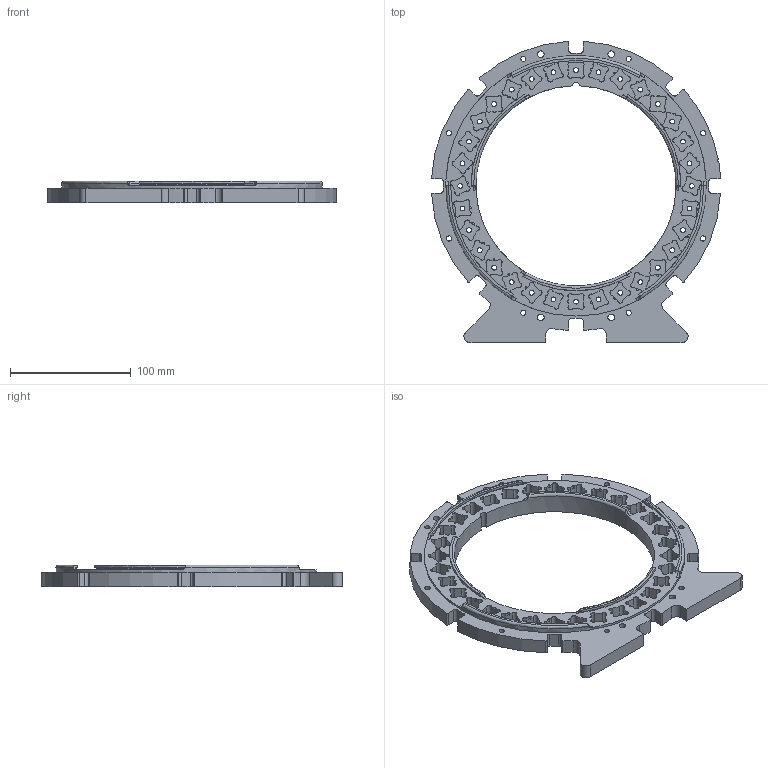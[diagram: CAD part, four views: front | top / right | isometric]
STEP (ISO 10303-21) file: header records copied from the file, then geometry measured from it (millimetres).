
FILE_DESCRIPTION(/* description */ ('STEP AP214'),/* implementation_level */ '2;1');
FILE_NAME(/* name */ 'Ring_0.step',/* time_stamp */ '2025-11-20T19:16:01-03:00',/* author */ ('seo'),/* organization */ (''),/* preprocessor_version */ 'ST-DEVELOPER v20.1',/* originating_system */ 'Autodesk Inventor 2026',/* authorisation */ '');
FILE_SCHEMA (('AUTOMOTIVE_DESIGN { 1 0 10303 214 3 1 1 }'));
Length unit declared in the file: millimetre
Products named in the file (1): Ring template
Bounding box: 239.58 x 249.79 x 18 mm (x, y, z)
Volume: 277975.7 mm3; surface area: 100046.7 mm2
Topology: 1 solids, 1 shells, 530 faces, 1485 edges, 991 vertices
Faces by surface type: cylinder 281, plane 237, torus 12
Full cylindrical faces by diameter (mm): 4 x32, 4.3 x8, 5.5 x4, 216 x1
Entity records: 17866 total; most frequent: CARTESIAN_POINT 3499, DIRECTION 3049, ORIENTED_EDGE 2970, EDGE_CURVE 1485, AXIS2_PLACEMENT_3D 1093, VERTEX_POINT 990, LINE 863, VECTOR 863
